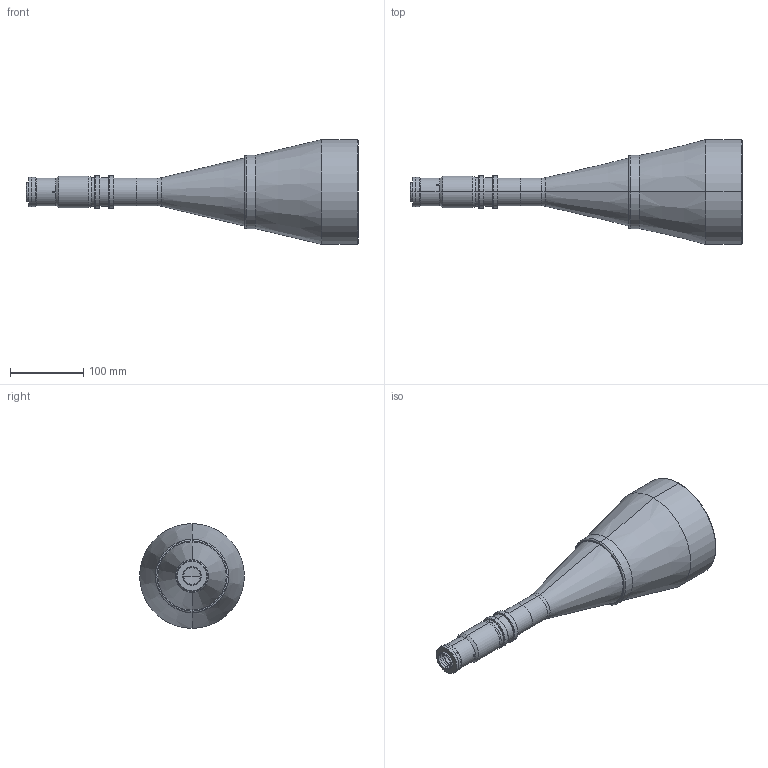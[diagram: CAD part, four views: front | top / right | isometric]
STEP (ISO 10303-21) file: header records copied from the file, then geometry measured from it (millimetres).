
FILE_DESCRIPTION (( 'STEP AP214' ), '1' );
FILE_NAME ('4M85_C.STEP', '2013-04-30T07:42:54', ( 'Work' ), ( '' ), 'SwSTEP 2.0', 'SolidWorks 2013', '' );
FILE_SCHEMA (( 'AUTOMOTIVE_DESIGN' ));
Length unit declared in the file: millimetre
Products named in the file (1): 4M85_C
Bounding box: 453.23 x 143 x 143 mm (x, y, z)
Surface area: 151818.6 mm2 (no closed solid volume)
Topology: 0 solids, 12 shells, 105 faces, 274 edges, 186 vertices
Faces by surface type: cylinder 46, cone 27, plane 24, torus 6, sphere 2
Entity records: 4744 total; most frequent: CARTESIAN_POINT 876, DIRECTION 633, ORIENTED_EDGE 464, EDGE_CURVE 274, AXIS2_PLACEMENT_3D 273, VERTEX_POINT 186, CIRCLE 167, EDGE_LOOP 137
